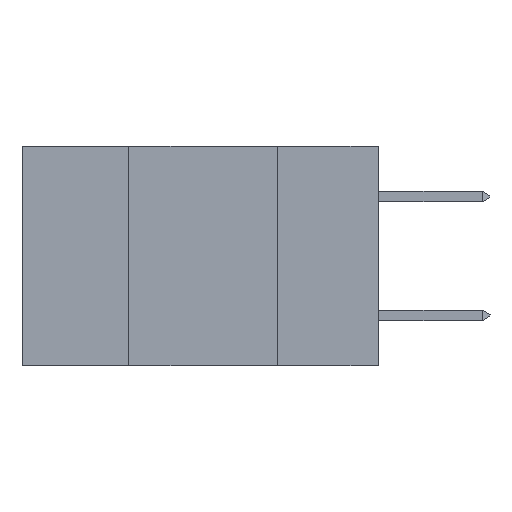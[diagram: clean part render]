
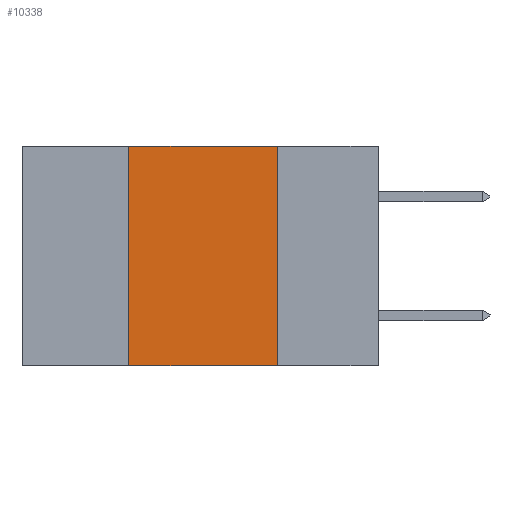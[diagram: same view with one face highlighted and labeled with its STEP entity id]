
A CAD part, left-side view. The second image highlights one B-rep face of the part: STEP entity #10338.
In plain terms, the highlighted planar face has unit normal (-1, 0, 0).
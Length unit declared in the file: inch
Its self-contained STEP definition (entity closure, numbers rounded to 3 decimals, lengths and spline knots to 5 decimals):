
#166 = VERTEX_POINT ( 'NONE', #12525 ) ;
#712 = VECTOR ( 'NONE', #2550, 39.37008 ) ;
#1539 = EDGE_LOOP ( 'NONE', ( #11754, #2411, #6369, #10861 ) ) ;
#1752 = AXIS2_PLACEMENT_3D ( 'NONE', #12416, #2961, #7145 ) ;
#1874 = CARTESIAN_POINT ( 'NONE',  ( 0., 0.17, -0.37 ) ) ;
#2411 = ORIENTED_EDGE ( 'NONE', *, *, #9409, .F. ) ;
#2472 = FACE_OUTER_BOUND ( 'NONE', #1539, .T. ) ;
#2550 = DIRECTION ( 'NONE',  ( 0., -1., 0. ) ) ;
#2961 = DIRECTION ( 'NONE',  ( 1., 0., 0. ) ) ;
#3112 = VECTOR ( 'NONE', #12196, 39.37008 ) ;
#4001 = LINE ( 'NONE', #11058, #11068 ) ;
#4152 = CARTESIAN_POINT ( 'NONE',  ( 0., 0.6, -0.37 ) ) ;
#4355 = CARTESIAN_POINT ( 'NONE',  ( 0., 0.17, 0. ) ) ;
#4617 = VERTEX_POINT ( 'NONE', #12480 ) ;
#5924 = LINE ( 'NONE', #4152, #3112 ) ;
#5980 = DIRECTION ( 'NONE',  ( 0., 0., -1. ) ) ;
#6246 = LINE ( 'NONE', #8870, #712 ) ;
#6369 = ORIENTED_EDGE ( 'NONE', *, *, #10610, .F. ) ;
#6388 = LINE ( 'NONE', #8523, #11127 ) ;
#7145 = DIRECTION ( 'NONE',  ( 0., 0., -1. ) ) ;
#7684 = DIRECTION ( 'NONE',  ( 0., 0., 1. ) ) ;
#8523 = CARTESIAN_POINT ( 'NONE',  ( 0., 0.42, 0. ) ) ;
#8870 = CARTESIAN_POINT ( 'NONE',  ( 0., 0.6, 0. ) ) ;
#9318 = PLANE ( 'NONE',  #1752 ) ;
#9409 = EDGE_CURVE ( 'NONE', #166, #10083, #6246, .T. ) ;
#9576 = EDGE_CURVE ( 'NONE', #4617, #13145, #5924, .T. ) ;
#10083 = VERTEX_POINT ( 'NONE', #4355 ) ;
#10338 = ADVANCED_FACE ( 'NONE', ( #2472 ), #9318, .F. ) ;
#10610 = EDGE_CURVE ( 'NONE', #4617, #166, #6388, .T. ) ;
#10861 = ORIENTED_EDGE ( 'NONE', *, *, #9576, .T. ) ;
#11058 = CARTESIAN_POINT ( 'NONE',  ( 0., 0.17, 0. ) ) ;
#11068 = VECTOR ( 'NONE', #5980, 39.37008 ) ;
#11127 = VECTOR ( 'NONE', #7684, 39.37008 ) ;
#11754 = ORIENTED_EDGE ( 'NONE', *, *, #13159, .F. ) ;
#12196 = DIRECTION ( 'NONE',  ( 0., -1., 0. ) ) ;
#12416 = CARTESIAN_POINT ( 'NONE',  ( 0., 0.6, 0. ) ) ;
#12480 = CARTESIAN_POINT ( 'NONE',  ( 0., 0.42, -0.37 ) ) ;
#12525 = CARTESIAN_POINT ( 'NONE',  ( 0., 0.42, 0. ) ) ;
#13145 = VERTEX_POINT ( 'NONE', #1874 ) ;
#13159 = EDGE_CURVE ( 'NONE', #10083, #13145, #4001, .T. ) ;
